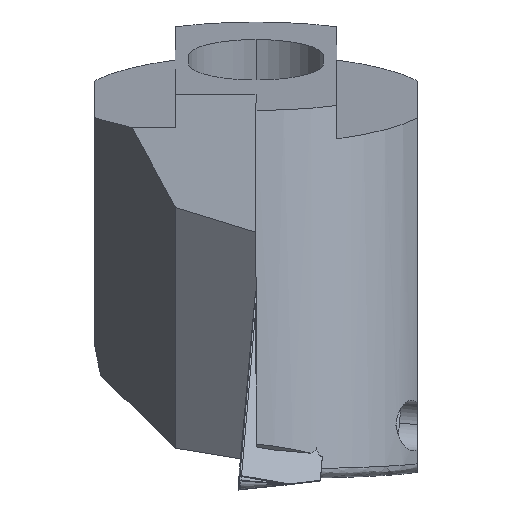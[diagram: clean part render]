
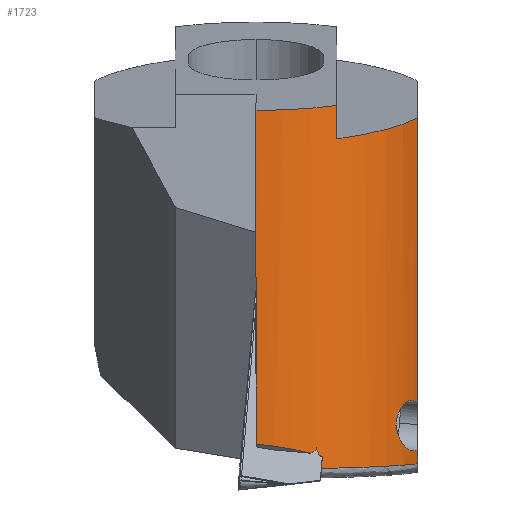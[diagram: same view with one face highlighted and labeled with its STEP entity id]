
A CAD part, left-side view. The second image highlights one B-rep face of the part: STEP entity #1723.
In plain terms, the highlighted cylindrical face has radius 5.5 mm (diameter 11 mm), a partial arc.
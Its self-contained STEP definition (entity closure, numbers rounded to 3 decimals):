
#1079=VERTEX_POINT('NONE',#2673);
#1089=EDGE_CURVE('NONE',#1327,#1121,#2683,.F.);
#1121=VERTEX_POINT('NONE',#2716);
#1179=VERTEX_POINT('NONE',#2779);
#1205=EDGE_CURVE('NONE',#1285,#1851,#2808,.T.);
#1217=VERTEX_POINT('NONE',#2822);
#1285=VERTEX_POINT('NONE',#2898);
#1327=VERTEX_POINT('NONE',#2946);
#1373=EDGE_CURVE('NONE',#2113,#1629,#2997,.F.);
#1405=VERTEX_POINT('NONE',#3033);
#1415=EDGE_CURVE('NONE',#1581,#1217,#3046,.F.);
#1429=EDGE_CURVE('NONE',#1581,#1901,#3063,.T.);
#1483=EDGE_CURVE('NONE',#1327,#2113,#3119,.T.);
#1581=VERTEX_POINT('NONE',#3226);
#1613=EDGE_CURVE('NONE',#1851,#1217,#3261,.T.);
#1629=VERTEX_POINT('NONE',#3279);
#1649=EDGE_CURVE('NONE',#1951,#1079,#3299,.T.);
#1723=ADVANCED_FACE('NONE',(#3380),#3381,.T.);
#1747=EDGE_CURVE('NONE',#2091,#1285,#3408,.T.);
#1809=EDGE_CURVE('NONE',#1951,#1629,#3477,.F.);
#1851=VERTEX_POINT('NONE',#3525);
#1901=VERTEX_POINT('NONE',#3581);
#1951=VERTEX_POINT('NONE',#3634);
#2091=VERTEX_POINT('NONE',#3798);
#2113=VERTEX_POINT('NONE',#3821);
#2117=EDGE_CURVE('NONE',#1901,#1179,#3825,.T.);
#2149=EDGE_CURVE('NONE',#1179,#1121,#3861,.F.);
#2217=EDGE_CURVE('NONE',#1405,#1079,#3935,.T.);
#2365=EDGE_CURVE('NONE',#2091,#1405,#4103,.T.);
#2673=CARTESIAN_POINT('',(-4.899,-2.5,-3.623));
#2683=LINE('',#4554,#4555);
#2716=CARTESIAN_POINT('',(-2.291,-5.0,-13.71));
#2779=CARTESIAN_POINT('',(-5.113,-2.027,-13.851));
#2808=ELLIPSE('',#4751,6.196,5.5);
#2822=CARTESIAN_POINT('',(-5.17,-1.877,-13.272));
#2898=CARTESIAN_POINT('',(-5.5,0.0,-13.097));
#2946=CARTESIAN_POINT('',(-2.291,-5.0,-13.263));
#2997=B_SPLINE_CURVE_WITH_KNOTS('',3,(#4994,#4995,#4996,#4997,#4998,#4999,#5000,#5001,#5002,#5003,#5004,#5005,#5006,#5007,#5008),.UNSPECIFIED.,.F.,.F.,(4,2,2,2,2,3,4),(3.473,3.783,4.113,4.443,4.749,5.054,5.095),.UNSPECIFIED.);
#3033=CARTESIAN_POINT('',(-4.899,-2.5,-2.593));
#3046=ELLIPSE('',#5069,21.307,5.5);
#3063=ELLIPSE('',#5089,6.196,5.5);
#3119=B_SPLINE_CURVE_WITH_KNOTS('',3,(#5168,#5169,#5170,#5171,#5172,#5173,#5174,#5175,#5176,#5177,#5178,#5179),.UNSPECIFIED.,.F.,.F.,(4,2,2,2,2,4),(3.438,3.744,4.098,4.451,4.752,5.013),.UNSPECIFIED.);
#3226=CARTESIAN_POINT('',(-5.135,-1.97,-13.452));
#3261=ELLIPSE('',#5367,12.166,5.5);
#3279=CARTESIAN_POINT('',(-2.291,-5.0,-11.804));
#3299=ELLIPSE('',#5448,5.668,5.5);
#3380=FACE_OUTER_BOUND('',#5565,.T.);
#3381=CYLINDRICAL_SURFACE('',#5566,5.5);
#3408=LINE('',#5600,#5601);
#3477=LINE('',#5688,#5689);
#3525=CARTESIAN_POINT('',(-5.232,-1.695,-13.378));
#3581=CARTESIAN_POINT('',(-5.1,-2.06,-13.477));
#3634=CARTESIAN_POINT('',(-2.291,-5.0,-2.973));
#3798=CARTESIAN_POINT('',(-5.5,0.,-2.743));
#3821=CARTESIAN_POINT('',(-3.356,-4.358,-12.518));
#3825=ELLIPSE('',#6901,63.192,5.5);
#3861=B_SPLINE_CURVE_WITH_KNOTS('',3,(#6949,#6950,#6951,#6952,#6953,#6954,#6955,#6956,#6957,#6958),.UNSPECIFIED.,.F.,.F.,(4,3,3,4),(0.0,0.495,0.67,1.0),.UNSPECIFIED.);
#3935=LINE('',#7092,#7093);
#4103=ELLIPSE('',#7332,5.668,5.5);
#4554=CARTESIAN_POINT('',(-2.291,-5.0,0.));
#4555=VECTOR('',#7649,1.0);
#4751=AXIS2_PLACEMENT_3D('',#7784,#7785,#7786);
#4994=CARTESIAN_POINT('',(-2.291,-5.0,-11.804));
#4995=CARTESIAN_POINT('',(-2.385,-4.957,-11.764));
#4996=CARTESIAN_POINT('',(-2.483,-4.909,-11.743));
#4997=CARTESIAN_POINT('',(-2.672,-4.809,-11.734));
#4998=CARTESIAN_POINT('',(-2.775,-4.75,-11.748));
#4999=CARTESIAN_POINT('',(-2.967,-4.632,-11.816));
#5000=CARTESIAN_POINT('',(-3.056,-4.574,-11.871));
#5001=CARTESIAN_POINT('',(-3.194,-4.479,-12.));
#5002=CARTESIAN_POINT('',(-3.254,-4.434,-12.082));
#5003=CARTESIAN_POINT('',(-3.336,-4.373,-12.27));
#5004=CARTESIAN_POINT('',(-3.357,-4.357,-12.375));
#5005=CARTESIAN_POINT('',(-3.357,-4.357,-12.477));
#5006=CARTESIAN_POINT('',(-3.357,-4.357,-12.491));
#5007=CARTESIAN_POINT('',(-3.356,-4.357,-12.504));
#5008=CARTESIAN_POINT('',(-3.356,-4.358,-12.518));
#5069=AXIS2_PLACEMENT_3D('',#8090,#8091,#8092);
#5089=AXIS2_PLACEMENT_3D('',#8123,#8124,#8125);
#5168=CARTESIAN_POINT('',(-2.291,-5.0,-13.263));
#5169=CARTESIAN_POINT('',(-2.385,-4.957,-13.296));
#5170=CARTESIAN_POINT('',(-2.484,-4.908,-13.309));
#5171=CARTESIAN_POINT('',(-2.678,-4.805,-13.299));
#5172=CARTESIAN_POINT('',(-2.787,-4.743,-13.272));
#5173=CARTESIAN_POINT('',(-2.984,-4.621,-13.176));
#5174=CARTESIAN_POINT('',(-3.074,-4.562,-13.106));
#5175=CARTESIAN_POINT('',(-3.205,-4.47,-12.958));
#5176=CARTESIAN_POINT('',(-3.26,-4.43,-12.873));
#5177=CARTESIAN_POINT('',(-3.331,-4.377,-12.695));
#5178=CARTESIAN_POINT('',(-3.351,-4.361,-12.606));
#5179=CARTESIAN_POINT('',(-3.356,-4.358,-12.518));
#5367=AXIS2_PLACEMENT_3D('',#8312,#8313,#8314);
#5448=AXIS2_PLACEMENT_3D('',#8335,#8336,#8337);
#5565=EDGE_LOOP('',(#8442,#8443,#8444,#8445,#8446,#8447,#8448,#8449,#8450,#8451,#8452,#8453,#8454,#8455));
#5566=AXIS2_PLACEMENT_3D('',#8456,#8457,#8458);
#5600=CARTESIAN_POINT('',(-5.5,0.0,0.));
#5601=VECTOR('',#8499,1.0);
#5688=CARTESIAN_POINT('',(-2.291,-5.0,0.));
#5689=VECTOR('',#8580,1.0);
#6901=AXIS2_PLACEMENT_3D('',#9043,#9044,#9045);
#6949=CARTESIAN_POINT('',(-2.291,-5.0,-13.71));
#6950=CARTESIAN_POINT('',(-2.92,-4.712,-13.742));
#6951=CARTESIAN_POINT('',(-3.495,-4.303,-13.77));
#6952=CARTESIAN_POINT('',(-3.974,-3.802,-13.794));
#6953=CARTESIAN_POINT('',(-4.144,-3.625,-13.802));
#6954=CARTESIAN_POINT('',(-4.301,-3.437,-13.81));
#6955=CARTESIAN_POINT('',(-4.446,-3.238,-13.817));
#6956=CARTESIAN_POINT('',(-4.718,-2.864,-13.831));
#6957=CARTESIAN_POINT('',(-4.943,-2.456,-13.842));
#6958=CARTESIAN_POINT('',(-5.113,-2.027,-13.851));
#7092=CARTESIAN_POINT('',(-4.899,-2.5,0.));
#7093=VECTOR('',#9176,1.0);
#7332=AXIS2_PLACEMENT_3D('',#9403,#9404,#9405);
#7649=DIRECTION('',(0.,-0.0,1.0));
#7784=CARTESIAN_POINT('',(0.,0.0,-15.911));
#7785=DIRECTION('',(0.454,-0.075,0.888));
#7786=DIRECTION('',(0.876,-0.146,-0.46));
#8090=CARTESIAN_POINT('',(0.,0.0,4.627));
#8091=DIRECTION('',(-0.627,-0.735,0.258));
#8092=DIRECTION('',(0.167,0.196,0.966));
#8123=CARTESIAN_POINT('',(0.,0.0,-15.911));
#8124=DIRECTION('',(0.454,-0.075,0.888));
#8125=DIRECTION('',(0.876,-0.146,-0.46));
#8312=CARTESIAN_POINT('',(0.,0.0,-2.904));
#8313=DIRECTION('',(-0.891,-0.044,0.452));
#8314=DIRECTION('',(0.452,0.022,0.892));
#8335=CARTESIAN_POINT('',(0.,0.0,-2.402));
#8336=DIRECTION('',(0.242,0.,-0.97));
#8337=DIRECTION('',(0.97,0.0,0.242));
#8442=ORIENTED_EDGE('',*,*,#2117,.T.);
#8443=ORIENTED_EDGE('',*,*,#2149,.T.);
#8444=ORIENTED_EDGE('',*,*,#1089,.F.);
#8445=ORIENTED_EDGE('',*,*,#1483,.T.);
#8446=ORIENTED_EDGE('',*,*,#1373,.T.);
#8447=ORIENTED_EDGE('',*,*,#1809,.F.);
#8448=ORIENTED_EDGE('',*,*,#1649,.T.);
#8449=ORIENTED_EDGE('',*,*,#2217,.F.);
#8450=ORIENTED_EDGE('',*,*,#2365,.F.);
#8451=ORIENTED_EDGE('',*,*,#1747,.T.);
#8452=ORIENTED_EDGE('',*,*,#1205,.T.);
#8453=ORIENTED_EDGE('',*,*,#1613,.T.);
#8454=ORIENTED_EDGE('',*,*,#1415,.F.);
#8455=ORIENTED_EDGE('',*,*,#1429,.T.);
#8456=CARTESIAN_POINT('',(0.0,0.0,0.0));
#8457=DIRECTION('',(0.,-0.0,1.0));
#8458=DIRECTION('',(1.0,0.0,0.));
#8499=DIRECTION('',(0.,0.0,-1.0));
#8580=DIRECTION('',(0.,-0.0,1.0));
#9043=CARTESIAN_POINT('',(0.,0.0,-36.788));
#9044=DIRECTION('',(0.005,-0.996,-0.087));
#9045=DIRECTION('',(0.,-0.087,0.996));
#9176=DIRECTION('',(0.,0.0,-1.0));
#9403=CARTESIAN_POINT('',(0.,0.0,-1.371));
#9404=DIRECTION('',(-0.242,0.0,0.97));
#9405=DIRECTION('',(0.97,0.0,0.242));
